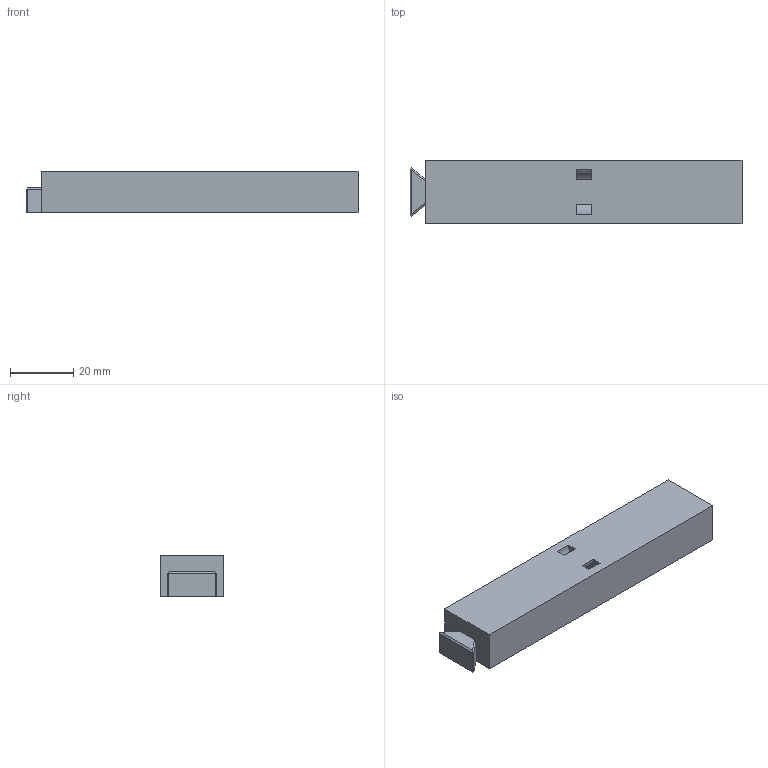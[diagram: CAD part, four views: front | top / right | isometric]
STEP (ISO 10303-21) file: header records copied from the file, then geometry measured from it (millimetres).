
FILE_DESCRIPTION(('FreeCAD Model'),'2;1');
FILE_NAME('Open CASCADE Shape Model','2025-04-22T11:37:28',(''),(''), 'Open CASCADE STEP processor 7.8','FreeCAD','Unknown');
FILE_SCHEMA(('AUTOMOTIVE_DESIGN { 1 0 10303 214 1 1 1 1 }'));
Length unit declared in the file: millimetre
Products named in the file (1): Groove
Bounding box: 105 x 20 x 13.25 mm (x, y, z)
Volume: 25930.4 mm3; surface area: 8009.5 mm2
Topology: 1 solids, 1 shells, 23 faces, 56 edges, 36 vertices
Faces by surface type: plane 18, cylinder 3, bspline 2
Full cylindrical faces by diameter (mm): 10 x1
Entity records: 682 total; most frequent: CARTESIAN_POINT 130, ORIENTED_EDGE 112, DIRECTION 98, EDGE_CURVE 56, LINE 42, VECTOR 42, VERTEX_POINT 36, AXIS2_PLACEMENT_3D 28
